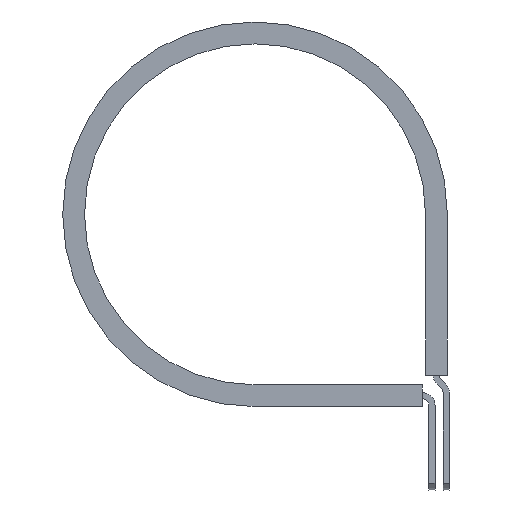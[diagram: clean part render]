
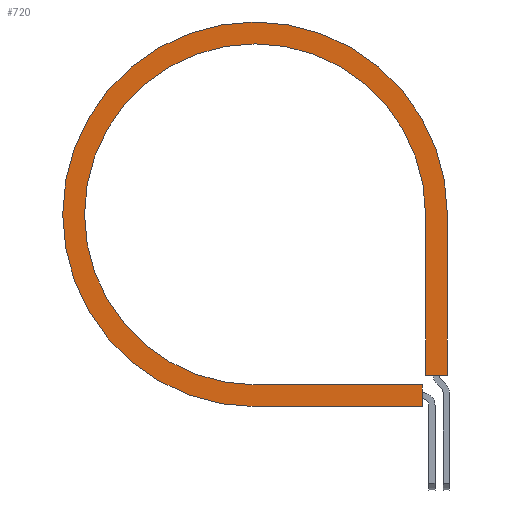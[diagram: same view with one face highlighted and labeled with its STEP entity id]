
A CAD part, front view. The second image highlights one B-rep face of the part: STEP entity #720.
In plain terms, the highlighted planar face has unit normal (0, -1, 0).
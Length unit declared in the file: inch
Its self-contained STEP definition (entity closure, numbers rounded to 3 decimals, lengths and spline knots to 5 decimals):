
#38 = PLANE ( 'NONE',  #1644 ) ;
#101 = AXIS2_PLACEMENT_3D ( 'NONE', #1239, #464, #1338 ) ;
#128 = CARTESIAN_POINT ( 'NONE',  ( 0., -0.31, -1.4805 ) ) ;
#135 = CARTESIAN_POINT ( 'NONE',  ( 1.3125, -0.31, 0. ) ) ;
#157 = CARTESIAN_POINT ( 'NONE',  ( 1.3125, -0.31, 0. ) ) ;
#162 = DIRECTION ( 'NONE',  ( 0., -1., 0. ) ) ;
#172 = CARTESIAN_POINT ( 'NONE',  ( 0., -0.31, -1.4805 ) ) ;
#174 = ORIENTED_EDGE ( 'NONE', *, *, #985, .F. ) ;
#178 = ORIENTED_EDGE ( 'NONE', *, *, #350, .T. ) ;
#184 = VERTEX_POINT ( 'NONE', #157 ) ;
#192 = DIRECTION ( 'NONE',  ( 0., -1., 0. ) ) ;
#232 = EDGE_CURVE ( 'NONE', #721, #873, #467, .T. ) ;
#240 = VERTEX_POINT ( 'NONE', #591 ) ;
#335 = VERTEX_POINT ( 'NONE', #826 ) ;
#336 = AXIS2_PLACEMENT_3D ( 'NONE', #1757, #192, #1119 ) ;
#350 = EDGE_CURVE ( 'NONE', #1543, #721, #536, .T. ) ;
#392 = CARTESIAN_POINT ( 'NONE',  ( 1.2872, -0.31, -1.4805 ) ) ;
#462 = EDGE_CURVE ( 'NONE', #888, #952, #1315, .T. ) ;
#464 = DIRECTION ( 'NONE',  ( 0., -1., 0. ) ) ;
#467 = LINE ( 'NONE', #128, #1133 ) ;
#471 = DIRECTION ( 'NONE',  ( 1., 0., 0. ) ) ;
#497 = DIRECTION ( 'NONE',  ( 0., 0., -1. ) ) ;
#536 = CIRCLE ( 'NONE', #336, 1.4805 ) ;
#570 = FACE_OUTER_BOUND ( 'NONE', #923, .T. ) ;
#591 = CARTESIAN_POINT ( 'NONE',  ( 0., -0.31, -1.3125 ) ) ;
#614 = LINE ( 'NONE', #1559, #1563 ) ;
#628 = CARTESIAN_POINT ( 'NONE',  ( 0., -0.31, -1.3125 ) ) ;
#639 = LINE ( 'NONE', #1155, #1264 ) ;
#714 = VECTOR ( 'NONE', #774, 39.37008 ) ;
#717 = ORIENTED_EDGE ( 'NONE', *, *, #1752, .T. ) ;
#720 = ADVANCED_FACE ( 'NONE', ( #570 ), #38, .T. ) ;
#721 = VERTEX_POINT ( 'NONE', #172 ) ;
#736 = CARTESIAN_POINT ( 'NONE',  ( 1.4805, -0.31, 0. ) ) ;
#749 = LINE ( 'NONE', #1340, #1366 ) ;
#764 = CARTESIAN_POINT ( 'NONE',  ( 1.3125, -0.31, -1.23815 ) ) ;
#774 = DIRECTION ( 'NONE',  ( -1., 0., 0. ) ) ;
#801 = ORIENTED_EDGE ( 'NONE', *, *, #1029, .F. ) ;
#826 = CARTESIAN_POINT ( 'NONE',  ( 1.2872, -0.31, -1.3125 ) ) ;
#873 = VERTEX_POINT ( 'NONE', #392 ) ;
#888 = VERTEX_POINT ( 'NONE', #1476 ) ;
#923 = EDGE_LOOP ( 'NONE', ( #976, #801, #178, #1729, #1321, #174, #1751, #717 ) ) ;
#952 = VERTEX_POINT ( 'NONE', #1464 ) ;
#953 = DIRECTION ( 'NONE',  ( 1., 0., 0. ) ) ;
#976 = ORIENTED_EDGE ( 'NONE', *, *, #462, .F. ) ;
#985 = EDGE_CURVE ( 'NONE', #240, #335, #1377, .T. ) ;
#1029 = EDGE_CURVE ( 'NONE', #1543, #888, #749, .T. ) ;
#1119 = DIRECTION ( 'NONE',  ( 0., 0., -1. ) ) ;
#1133 = VECTOR ( 'NONE', #1376, 39.37008 ) ;
#1147 = DIRECTION ( 'NONE',  ( 0., 0., -1. ) ) ;
#1155 = CARTESIAN_POINT ( 'NONE',  ( 1.3125, -0.31, 0. ) ) ;
#1239 = CARTESIAN_POINT ( 'NONE',  ( 0., -0.31, 0. ) ) ;
#1264 = VECTOR ( 'NONE', #497, 39.37008 ) ;
#1315 = LINE ( 'NONE', #764, #714 ) ;
#1321 = ORIENTED_EDGE ( 'NONE', *, *, #1604, .T. ) ;
#1338 = DIRECTION ( 'NONE',  ( 0., 0., -1. ) ) ;
#1340 = CARTESIAN_POINT ( 'NONE',  ( 1.4805, -0.31, 0. ) ) ;
#1366 = VECTOR ( 'NONE', #1147, 39.37008 ) ;
#1376 = DIRECTION ( 'NONE',  ( 1., 0., 0. ) ) ;
#1377 = LINE ( 'NONE', #628, #1402 ) ;
#1402 = VECTOR ( 'NONE', #471, 39.37008 ) ;
#1464 = CARTESIAN_POINT ( 'NONE',  ( 1.3125, -0.31, -1.23815 ) ) ;
#1476 = CARTESIAN_POINT ( 'NONE',  ( 1.4805, -0.31, -1.23815 ) ) ;
#1543 = VERTEX_POINT ( 'NONE', #736 ) ;
#1559 = CARTESIAN_POINT ( 'NONE',  ( 1.2872, -0.31, -1.3125 ) ) ;
#1563 = VECTOR ( 'NONE', #1713, 39.37008 ) ;
#1573 = EDGE_CURVE ( 'NONE', #184, #240, #1599, .T. ) ;
#1599 = CIRCLE ( 'NONE', #101, 1.3125 ) ;
#1604 = EDGE_CURVE ( 'NONE', #873, #335, #614, .T. ) ;
#1644 = AXIS2_PLACEMENT_3D ( 'NONE', #135, #162, #953 ) ;
#1713 = DIRECTION ( 'NONE',  ( 0., 0., 1. ) ) ;
#1729 = ORIENTED_EDGE ( 'NONE', *, *, #232, .T. ) ;
#1751 = ORIENTED_EDGE ( 'NONE', *, *, #1573, .F. ) ;
#1752 = EDGE_CURVE ( 'NONE', #184, #952, #639, .T. ) ;
#1757 = CARTESIAN_POINT ( 'NONE',  ( 0., -0.31, 0. ) ) ;
